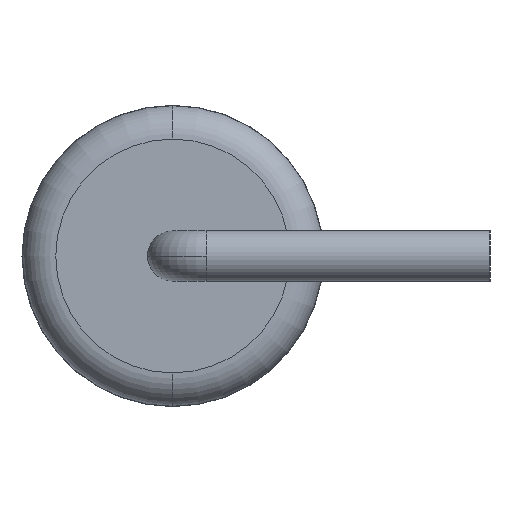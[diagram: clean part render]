
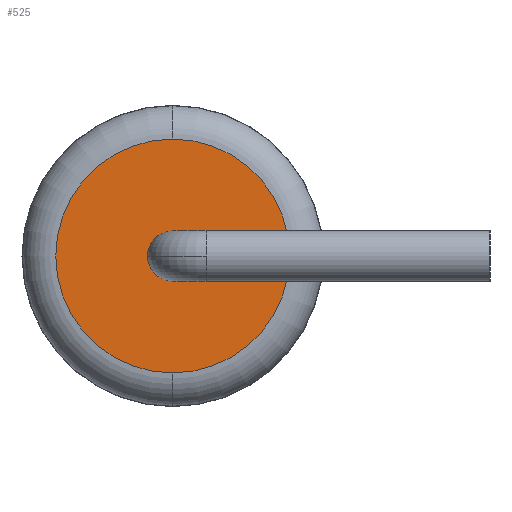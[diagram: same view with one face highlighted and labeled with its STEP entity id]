
A CAD part, left-side view. The second image highlights one B-rep face of the part: STEP entity #525.
In plain terms, the highlighted planar face has unit normal (-1, 0, 0).
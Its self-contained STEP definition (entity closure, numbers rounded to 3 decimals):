
#2 = CARTESIAN_POINT ( 'NONE',  ( -5.95, 2.75, -0.375 ) ) ;
#8 = EDGE_LOOP ( 'NONE', ( #835, #185 ) ) ;
#16 = VERTEX_POINT ( 'NONE', #983 ) ;
#36 = CIRCLE ( 'NONE', #876, 0.375 ) ;
#85 = CARTESIAN_POINT ( 'NONE',  ( -5.95, 2.75, 0. ) ) ;
#102 = EDGE_CURVE ( 'NONE', #684, #306, #946, .T. ) ;
#115 = EDGE_CURVE ( 'NONE', #306, #684, #36, .T. ) ;
#185 = ORIENTED_EDGE ( 'NONE', *, *, #373, .T. ) ;
#194 = PLANE ( 'NONE',  #322 ) ;
#256 = CARTESIAN_POINT ( 'NONE',  ( -5.95, 2.75, 0. ) ) ;
#265 = DIRECTION ( 'NONE',  ( -1., 0., 0. ) ) ;
#276 = DIRECTION ( 'NONE',  ( 0., 0., -1. ) ) ;
#278 = CARTESIAN_POINT ( 'NONE',  ( -5.95, 2.75, 0. ) ) ;
#287 = DIRECTION ( 'NONE',  ( 0., 0., -1. ) ) ;
#306 = VERTEX_POINT ( 'NONE', #508 ) ;
#319 = DIRECTION ( 'NONE',  ( -1., 0., 0. ) ) ;
#322 = AXIS2_PLACEMENT_3D ( 'NONE', #1113, #1107, #287 ) ;
#344 = FACE_OUTER_BOUND ( 'NONE', #8, .T. ) ;
#373 = EDGE_CURVE ( 'NONE', #995, #16, #498, .T. ) ;
#444 = DIRECTION ( 'NONE',  ( -1., 0., 0. ) ) ;
#447 = AXIS2_PLACEMENT_3D ( 'NONE', #278, #547, #908 ) ;
#498 = CIRCLE ( 'NONE', #753, 1.75 ) ;
#508 = CARTESIAN_POINT ( 'NONE',  ( -5.95, 2.75, 0.375 ) ) ;
#525 = ADVANCED_FACE ( 'NONE', ( #885, #344 ), #194, .F. ) ;
#547 = DIRECTION ( 'NONE',  ( -1., 0., 0. ) ) ;
#565 = AXIS2_PLACEMENT_3D ( 'NONE', #864, #319, #1053 ) ;
#611 = DIRECTION ( 'NONE',  ( 0., 0., 1. ) ) ;
#640 = EDGE_LOOP ( 'NONE', ( #733, #713 ) ) ;
#684 = VERTEX_POINT ( 'NONE', #2 ) ;
#713 = ORIENTED_EDGE ( 'NONE', *, *, #102, .F. ) ;
#733 = ORIENTED_EDGE ( 'NONE', *, *, #115, .F. ) ;
#753 = AXIS2_PLACEMENT_3D ( 'NONE', #256, #444, #611 ) ;
#835 = ORIENTED_EDGE ( 'NONE', *, *, #1117, .T. ) ;
#840 = CARTESIAN_POINT ( 'NONE',  ( -5.95, 2.75, -1.75 ) ) ;
#864 = CARTESIAN_POINT ( 'NONE',  ( -5.95, 2.75, 0. ) ) ;
#876 = AXIS2_PLACEMENT_3D ( 'NONE', #85, #265, #276 ) ;
#885 = FACE_BOUND ( 'NONE', #640, .T. ) ;
#908 = DIRECTION ( 'NONE',  ( 0., 0., -1. ) ) ;
#946 = CIRCLE ( 'NONE', #447, 0.375 ) ;
#983 = CARTESIAN_POINT ( 'NONE',  ( -5.95, 2.75, 1.75 ) ) ;
#995 = VERTEX_POINT ( 'NONE', #840 ) ;
#1033 = CIRCLE ( 'NONE', #565, 1.75 ) ;
#1053 = DIRECTION ( 'NONE',  ( 0., 0., 1. ) ) ;
#1107 = DIRECTION ( 'NONE',  ( 1., 0., 0. ) ) ;
#1113 = CARTESIAN_POINT ( 'NONE',  ( -5.95, 2.75, 0. ) ) ;
#1117 = EDGE_CURVE ( 'NONE', #16, #995, #1033, .T. ) ;
